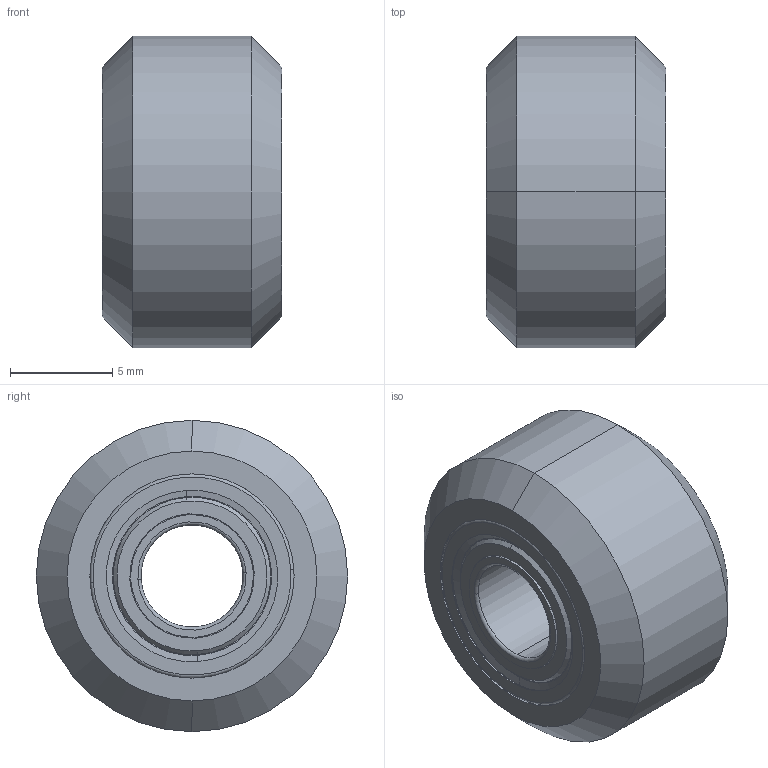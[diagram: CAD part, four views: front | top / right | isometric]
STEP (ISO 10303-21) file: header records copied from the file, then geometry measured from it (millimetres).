
FILE_DESCRIPTION (( 'STEP AP214' ), '1' );
FILE_NAME ('A178 栖闉罻 豂錒罻.STEP', '2019-06-10T10:53:11', ( 'Windows User' ), ( '' ), 'SwSTEP 2.0', 'SolidWorks 2018', '' );
FILE_SCHEMA (( 'AUTOMOTIVE_DESIGN' ));
Length unit declared in the file: millimetre
Products named in the file (4): A183 Ïîäøèïíèê äëÿ ìèíè ðîëèêîâ, O 5  O 10, MR105zz_00; A178 Ìèíè ïëàñòèêîâûé óñèëåííûé ðîëèê äëÿ V-ïàçà(ïîäðîáíàÿ ìîäåëü); A178 栖闉罻 豂錒罻; A137  Âûñîêîòî÷íàÿ ïðîêëàäêà O 5,3  O 8 (ïîäðîáíàÿ ìîäåëü)
Assembly tree (4 placements, depth 2):
  A178 栖闉罻 豂錒罻
    A137  Âûñîêîòî÷íàÿ ïðîêëàäêà O 5,3  O 8 (ïîäðîáíàÿ ìîäåëü)
    A178 Ìèíè ïëàñòèêîâûé óñèëåííûé ðîëèê äëÿ V-ïàçà(ïîäðîáíàÿ ìîäåëü)
    A183 Ïîäøèïíèê äëÿ ìèíè ðîëèêîâ, O 5  O 10, MR105zz_00  x2
Bounding box: 8.8 x 15.23 x 15.23 mm (x, y, z)
Volume: 1177.2 mm3; surface area: 2207.5 mm2
Topology: 12 solids, 12 shells, 246 faces, 620 edges, 408 vertices
Faces by surface type: cylinder 68, torus 68, cone 44, plane 34, sphere 32
Entity records: 5330 total; most frequent: CARTESIAN_POINT 787, DIRECTION 738, ORIENTED_EDGE 584, AXIS2_PLACEMENT_3D 337, EDGE_CURVE 292, CIRCLE 196, VERTEX_POINT 194, EDGE_LOOP 170
